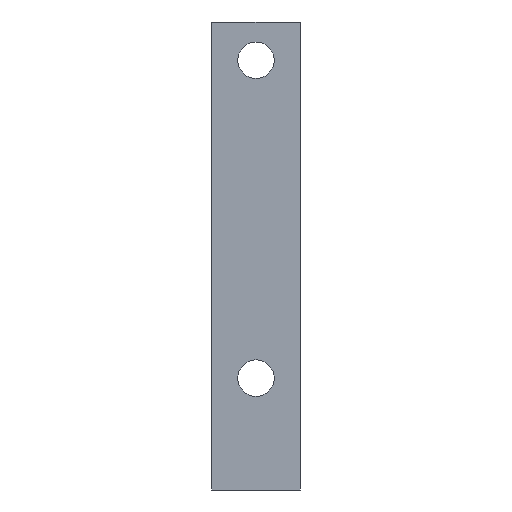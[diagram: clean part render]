
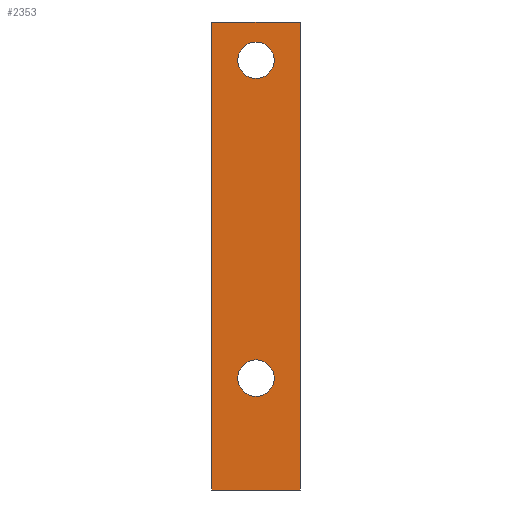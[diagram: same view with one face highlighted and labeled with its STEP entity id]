
A CAD part, left-side view. The second image highlights one B-rep face of the part: STEP entity #2353.
In plain terms, the highlighted planar face has unit normal (-1, 0, 0).
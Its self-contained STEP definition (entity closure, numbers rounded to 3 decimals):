
#82 = VECTOR ( 'NONE', #2420, 1000. ) ;
#292 = DIRECTION ( 'NONE',  ( 0., -1., 0. ) ) ;
#604 = CIRCLE ( 'NONE', #1351, 3.1 ) ;
#714 = VECTOR ( 'NONE', #5515, 1000. ) ;
#823 = LINE ( 'NONE', #2524, #1141 ) ;
#835 = EDGE_CURVE ( 'NONE', #4776, #1118, #5825, .T. ) ;
#1003 = CARTESIAN_POINT ( 'NONE',  ( -115., -3.1, 33.25 ) ) ;
#1118 = VERTEX_POINT ( 'NONE', #7460 ) ;
#1141 = VECTOR ( 'NONE', #4280, 1000. ) ;
#1238 = EDGE_LOOP ( 'NONE', ( #4057, #2066 ) ) ;
#1253 = EDGE_CURVE ( 'NONE', #7195, #4257, #4698, .T. ) ;
#1351 = AXIS2_PLACEMENT_3D ( 'NONE', #6933, #5841, #6417 ) ;
#1498 = VERTEX_POINT ( 'NONE', #2057 ) ;
#1522 = CARTESIAN_POINT ( 'NONE',  ( -115., 7.5, 39.75 ) ) ;
#1558 = FACE_BOUND ( 'NONE', #1238, .T. ) ;
#1632 = VERTEX_POINT ( 'NONE', #2128 ) ;
#1681 = AXIS2_PLACEMENT_3D ( 'NONE', #1522, #5652, #2644 ) ;
#1751 = CIRCLE ( 'NONE', #7024, 3.1 ) ;
#2012 = ORIENTED_EDGE ( 'NONE', *, *, #6831, .F. ) ;
#2057 = CARTESIAN_POINT ( 'NONE',  ( -115., -7.5, -39.75 ) ) ;
#2066 = ORIENTED_EDGE ( 'NONE', *, *, #2501, .T. ) ;
#2128 = CARTESIAN_POINT ( 'NONE',  ( -115., 3.1, 33.25 ) ) ;
#2149 = DIRECTION ( 'NONE',  ( 0., 1., 0. ) ) ;
#2217 = EDGE_CURVE ( 'NONE', #6254, #4776, #823, .T. ) ;
#2237 = EDGE_LOOP ( 'NONE', ( #2269, #3062 ) ) ;
#2263 = CARTESIAN_POINT ( 'NONE',  ( -115., -3.1, -20.75 ) ) ;
#2269 = ORIENTED_EDGE ( 'NONE', *, *, #3287, .T. ) ;
#2279 = CARTESIAN_POINT ( 'NONE',  ( -115., 3.1, -20.75 ) ) ;
#2353 = ADVANCED_FACE ( 'NONE', ( #2604, #1558, #4495 ), #3247, .F. ) ;
#2420 = DIRECTION ( 'NONE',  ( 0., -1., 0. ) ) ;
#2501 = EDGE_CURVE ( 'NONE', #1632, #4670, #4771, .T. ) ;
#2524 = CARTESIAN_POINT ( 'NONE',  ( -115., 7.5, -39.75 ) ) ;
#2604 = FACE_BOUND ( 'NONE', #2237, .T. ) ;
#2644 = DIRECTION ( 'NONE',  ( 0., -1., 0. ) ) ;
#3062 = ORIENTED_EDGE ( 'NONE', *, *, #1253, .T. ) ;
#3247 = PLANE ( 'NONE',  #1681 ) ;
#3280 = DIRECTION ( 'NONE',  ( 1., 0., 0. ) ) ;
#3287 = EDGE_CURVE ( 'NONE', #4257, #7195, #604, .T. ) ;
#3375 = ORIENTED_EDGE ( 'NONE', *, *, #835, .F. ) ;
#3419 = LINE ( 'NONE', #5033, #5276 ) ;
#3664 = AXIS2_PLACEMENT_3D ( 'NONE', #6925, #5759, #7536 ) ;
#3750 = CARTESIAN_POINT ( 'NONE',  ( -115., 7.5, -39.75 ) ) ;
#3905 = ORIENTED_EDGE ( 'NONE', *, *, #7455, .F. ) ;
#3926 = CARTESIAN_POINT ( 'NONE',  ( -115., 0., 33.25 ) ) ;
#4057 = ORIENTED_EDGE ( 'NONE', *, *, #5267, .T. ) ;
#4232 = AXIS2_PLACEMENT_3D ( 'NONE', #5543, #3280, #292 ) ;
#4252 = CARTESIAN_POINT ( 'NONE',  ( -115., 7.5, 39.75 ) ) ;
#4257 = VERTEX_POINT ( 'NONE', #2263 ) ;
#4280 = DIRECTION ( 'NONE',  ( 0., 0., 1. ) ) ;
#4425 = LINE ( 'NONE', #6727, #714 ) ;
#4474 = DIRECTION ( 'NONE',  ( 1., 0., 0. ) ) ;
#4495 = FACE_OUTER_BOUND ( 'NONE', #6043, .T. ) ;
#4670 = VERTEX_POINT ( 'NONE', #1003 ) ;
#4698 = CIRCLE ( 'NONE', #4232, 3.1 ) ;
#4771 = CIRCLE ( 'NONE', #3664, 3.1 ) ;
#4776 = VERTEX_POINT ( 'NONE', #6637 ) ;
#5033 = CARTESIAN_POINT ( 'NONE',  ( -115., 7.5, -39.75 ) ) ;
#5267 = EDGE_CURVE ( 'NONE', #4670, #1632, #1751, .T. ) ;
#5276 = VECTOR ( 'NONE', #2149, 1000. ) ;
#5515 = DIRECTION ( 'NONE',  ( 0., 0., -1. ) ) ;
#5543 = CARTESIAN_POINT ( 'NONE',  ( -115., 0., -20.75 ) ) ;
#5652 = DIRECTION ( 'NONE',  ( 1., 0., 0. ) ) ;
#5759 = DIRECTION ( 'NONE',  ( 1., 0., 0. ) ) ;
#5825 = LINE ( 'NONE', #4252, #82 ) ;
#5841 = DIRECTION ( 'NONE',  ( 1., 0., 0. ) ) ;
#6043 = EDGE_LOOP ( 'NONE', ( #6077, #3905, #2012, #3375 ) ) ;
#6077 = ORIENTED_EDGE ( 'NONE', *, *, #2217, .F. ) ;
#6254 = VERTEX_POINT ( 'NONE', #3750 ) ;
#6417 = DIRECTION ( 'NONE',  ( 0., -1., 0. ) ) ;
#6637 = CARTESIAN_POINT ( 'NONE',  ( -115., 7.5, 39.75 ) ) ;
#6727 = CARTESIAN_POINT ( 'NONE',  ( -115., -7.5, -39.75 ) ) ;
#6786 = DIRECTION ( 'NONE',  ( 0., -1., 0. ) ) ;
#6831 = EDGE_CURVE ( 'NONE', #1118, #1498, #4425, .T. ) ;
#6925 = CARTESIAN_POINT ( 'NONE',  ( -115., 0., 33.25 ) ) ;
#6933 = CARTESIAN_POINT ( 'NONE',  ( -115., 0., -20.75 ) ) ;
#7024 = AXIS2_PLACEMENT_3D ( 'NONE', #3926, #4474, #6786 ) ;
#7195 = VERTEX_POINT ( 'NONE', #2279 ) ;
#7455 = EDGE_CURVE ( 'NONE', #1498, #6254, #3419, .T. ) ;
#7460 = CARTESIAN_POINT ( 'NONE',  ( -115., -7.5, 39.75 ) ) ;
#7536 = DIRECTION ( 'NONE',  ( 0., -1., 0. ) ) ;
